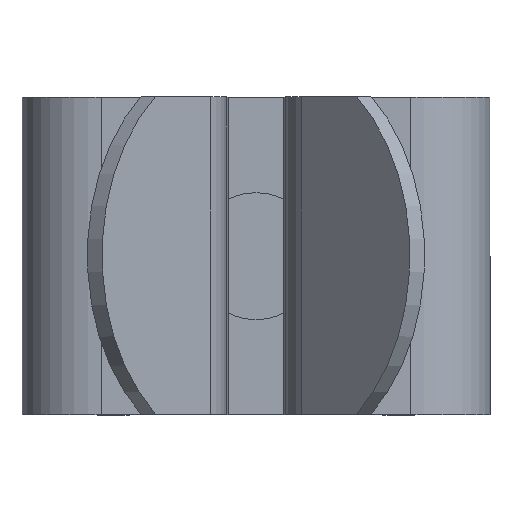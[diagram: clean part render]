
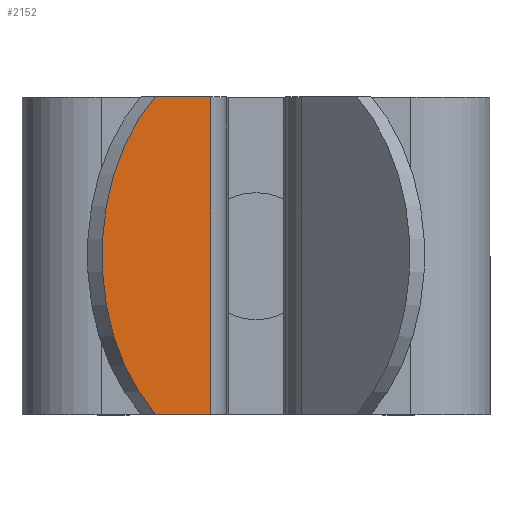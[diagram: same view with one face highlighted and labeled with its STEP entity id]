
A CAD part, top view. The second image highlights one B-rep face of the part: STEP entity #2152.
In plain terms, the highlighted planar face has unit normal (0.737, 0, 0.676).
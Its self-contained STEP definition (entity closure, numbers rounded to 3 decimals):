
#2112=CARTESIAN_POINT('',(-1.007,4.4,14.63));
#2113=DIRECTION('',(0.737,0.,0.676));
#2114=DIRECTION('',(0.0,1.0,0.0));
#2115=AXIS2_PLACEMENT_3D('',#2112,#2113,#2114);
#2116=PLANE('',#2115);
#2117=CARTESIAN_POINT('',(-2.53,-4.,16.292));
#2118=VERTEX_POINT('',#2117);
#2119=CARTESIAN_POINT('',(-2.53,4.,16.292));
#2120=VERTEX_POINT('',#2119);
#2121=CARTESIAN_POINT('',(-0.503,0.,14.08));
#2122=DIRECTION('',(-0.737,0.,-0.676));
#2123=DIRECTION('',(-0.676,0.,0.737));
#2124=AXIS2_PLACEMENT_3D('',#2121,#2122,#2123);
#2125=CIRCLE('',#2124,5.0);
#2126=EDGE_CURVE('',#2118,#2120,#2125,.T.);
#2127=ORIENTED_EDGE('',*,*,#2126,.F.);
#2128=CARTESIAN_POINT('',(-1.144,-4.,14.779));
#2129=VERTEX_POINT('',#2128);
#2130=CARTESIAN_POINT('',(-2.53,-4.,16.292));
#2131=DIRECTION('',(0.676,0.0,-0.737));
#2132=VECTOR('',#2131,2.052);
#2133=LINE('',#2130,#2132);
#2134=EDGE_CURVE('',#2118,#2129,#2133,.T.);
#2135=ORIENTED_EDGE('',*,*,#2134,.T.);
#2136=CARTESIAN_POINT('',(-1.144,4.,14.779));
#2137=VERTEX_POINT('',#2136);
#2138=CARTESIAN_POINT('',(-1.144,-4.,14.779));
#2139=DIRECTION('',(0.0,1.0,0.0));
#2140=VECTOR('',#2139,8.);
#2141=LINE('',#2138,#2140);
#2142=EDGE_CURVE('',#2129,#2137,#2141,.T.);
#2143=ORIENTED_EDGE('',*,*,#2142,.T.);
#2144=CARTESIAN_POINT('',(-2.53,4.,16.292));
#2145=DIRECTION('',(0.676,0.0,-0.737));
#2146=VECTOR('',#2145,2.052);
#2147=LINE('',#2144,#2146);
#2148=EDGE_CURVE('',#2120,#2137,#2147,.T.);
#2149=ORIENTED_EDGE('',*,*,#2148,.F.);
#2150=EDGE_LOOP('',(#2127,#2135,#2143,#2149));
#2151=FACE_OUTER_BOUND('',#2150,.T.);
#2152=ADVANCED_FACE('',(#2151),#2116,.T.);
